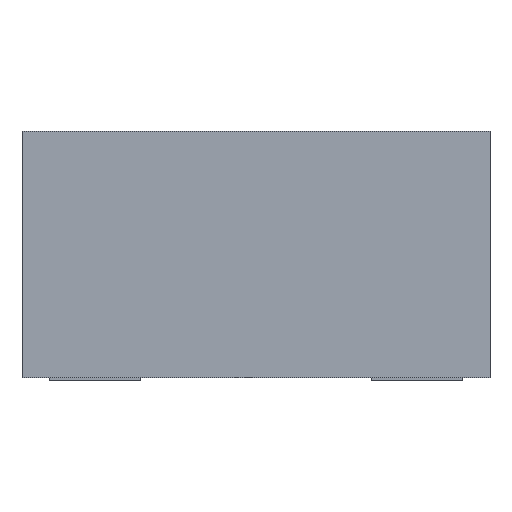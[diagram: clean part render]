
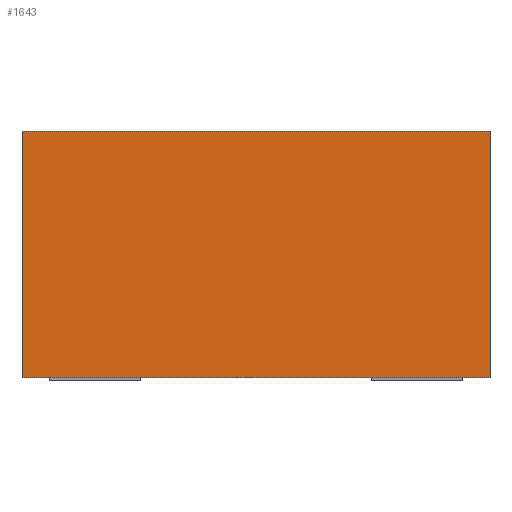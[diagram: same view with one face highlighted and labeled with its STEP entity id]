
A CAD part, front view. The second image highlights one B-rep face of the part: STEP entity #1643.
In plain terms, the highlighted planar face has unit normal (0, -1, 0).
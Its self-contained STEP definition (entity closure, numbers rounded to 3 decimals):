
#370 = VERTEX_POINT('',#371);
#371 = CARTESIAN_POINT('',(-7.7,-8.2,8.2));
#377 = EDGE_CURVE('',#370,#378,#380,.T.);
#378 = VERTEX_POINT('',#379);
#379 = CARTESIAN_POINT('',(7.7,-8.2,8.2));
#380 = LINE('',#381,#382);
#381 = CARTESIAN_POINT('',(7.7,-8.2,8.2));
#382 = VECTOR('',#383,1.);
#383 = DIRECTION('',(1.,0.,0.));
#1643 = ADVANCED_FACE('',(#1644),#1669,.F.);
#1644 = FACE_BOUND('',#1645,.T.);
#1645 = EDGE_LOOP('',(#1646,#1654,#1655,#1663));
#1646 = ORIENTED_EDGE('',*,*,#1647,.F.);
#1647 = EDGE_CURVE('',#378,#1648,#1650,.T.);
#1648 = VERTEX_POINT('',#1649);
#1649 = CARTESIAN_POINT('',(7.7,-8.2,0.1));
#1650 = LINE('',#1651,#1652);
#1651 = CARTESIAN_POINT('',(7.7,-8.2,8.2));
#1652 = VECTOR('',#1653,1.);
#1653 = DIRECTION('',(-0.,0.,-1.));
#1654 = ORIENTED_EDGE('',*,*,#377,.F.);
#1655 = ORIENTED_EDGE('',*,*,#1656,.F.);
#1656 = EDGE_CURVE('',#1657,#370,#1659,.T.);
#1657 = VERTEX_POINT('',#1658);
#1658 = CARTESIAN_POINT('',(-7.7,-8.2,0.1));
#1659 = LINE('',#1660,#1661);
#1660 = CARTESIAN_POINT('',(-7.7,-8.2,8.2));
#1661 = VECTOR('',#1662,1.);
#1662 = DIRECTION('',(0.,0.,1.));
#1663 = ORIENTED_EDGE('',*,*,#1664,.F.);
#1664 = EDGE_CURVE('',#1648,#1657,#1665,.T.);
#1665 = LINE('',#1666,#1667);
#1666 = CARTESIAN_POINT('',(-7.7,-8.2,0.1));
#1667 = VECTOR('',#1668,1.);
#1668 = DIRECTION('',(-1.,-0.,0.));
#1669 = PLANE('',#1670);
#1670 = AXIS2_PLACEMENT_3D('',#1671,#1672,#1673);
#1671 = CARTESIAN_POINT('',(-7.7,-8.2,8.2));
#1672 = DIRECTION('',(0.,1.,0.));
#1673 = DIRECTION('',(-1.,-0.,0.));
